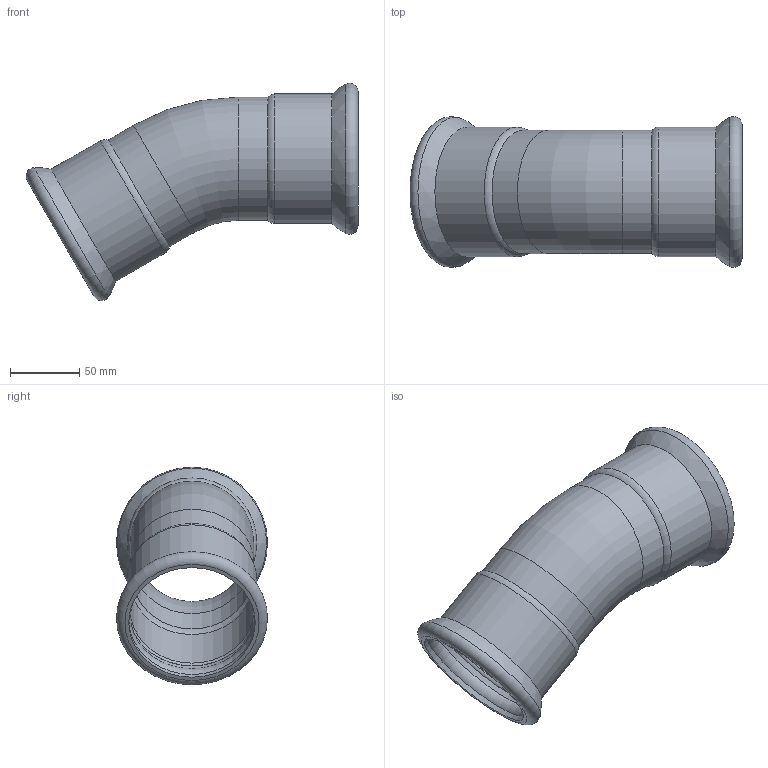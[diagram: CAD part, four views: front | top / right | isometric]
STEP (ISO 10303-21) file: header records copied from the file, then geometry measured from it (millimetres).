
FILE_DESCRIPTION(/* description */ ('Curva 30° FF De88,9'),/* implementation_level */ '2;1');
FILE_NAME(/* name */ '181088300_Inoxpres.stp',/* time_stamp */ '2022-10-10T16:20:00+02:00',/* author */ ('Vault'),/* organization */ ('Raccorderie metalliche s.p.a. '),/* preprocessor_version */ 'ST-DEVELOPER v18.1',/* originating_system */ 'Autodesk Inventor 2020',/* authorisation */ 'Raccorderie metalliche s.p.a. ');
FILE_SCHEMA (('AUTOMOTIVE_DESIGN { 1 0 10303 214 3 1 1 }'));
Length unit declared in the file: millimetre
Products named in the file (1): 181088300_Inoxpres
Bounding box: 239.61 x 108.99 x 156.96 mm (x, y, z)
Volume: 186677 mm3; surface area: 136420.2 mm2
Topology: 1 solids, 1 shells, 30 faces, 108 edges, 80 vertices
Faces by surface type: cylinder 12, torus 12, bspline 2, cone 2, plane 2
Full cylindrical faces by diameter (mm): 84.9 x2, 88.9 x2, 89.5 x2, 91.3 x4, 93.5 x2
Entity records: 1347 total; most frequent: CARTESIAN_POINT 271, DIRECTION 260, ORIENTED_EDGE 216, AXIS2_PLACEMENT_3D 123, EDGE_CURVE 108, CIRCLE 94, VERTEX_POINT 80, EDGE_LOOP 32
